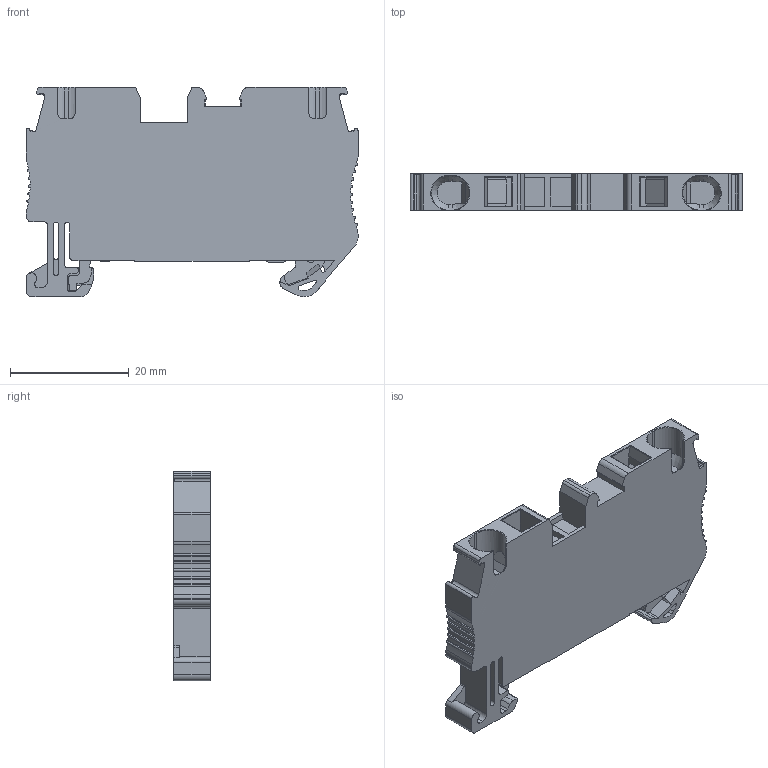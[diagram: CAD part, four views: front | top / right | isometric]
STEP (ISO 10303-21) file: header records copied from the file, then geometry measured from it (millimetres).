
FILE_DESCRIPTION( ('This file contains a STEP AP42 implementation' ,'as created by ZW3D STEP Interface translator.') ,'2;1' );
FILE_NAME( 'RNS 4-PE傷赽耀倰.stp' ,'23 411.1534 0', (''), ('ZWCAD Software Co.'), 'Version 1.0', 'ZW3D to STEP translator', '' );
FILE_SCHEMA(('AUTOMOTIVE_DESIGN { 1 0 10303 214 1 1 1 1 }'));
Length unit declared in the file: millimetre
Products named in the file (2): 0; RNS 4-PE傷赽8.16耀倰
Bounding box: 55.9 x 6.15 x 35.25 mm (x, y, z)
Volume: 8839.4 mm3; surface area: 5470.5 mm2
Topology: 1 solids, 1 shells, 371 faces, 1084 edges, 718 vertices
Faces by surface type: plane 202, cylinder 159, cone 6, torus 4
Entity records: 12809 total; most frequent: CARTESIAN_POINT 2330, ORIENTED_EDGE 2168, DIRECTION 2106, EDGE_CURVE 1084, VECTOR 730, LINE 730, VERTEX_POINT 718, AXIS2_PLACEMENT_3D 688
